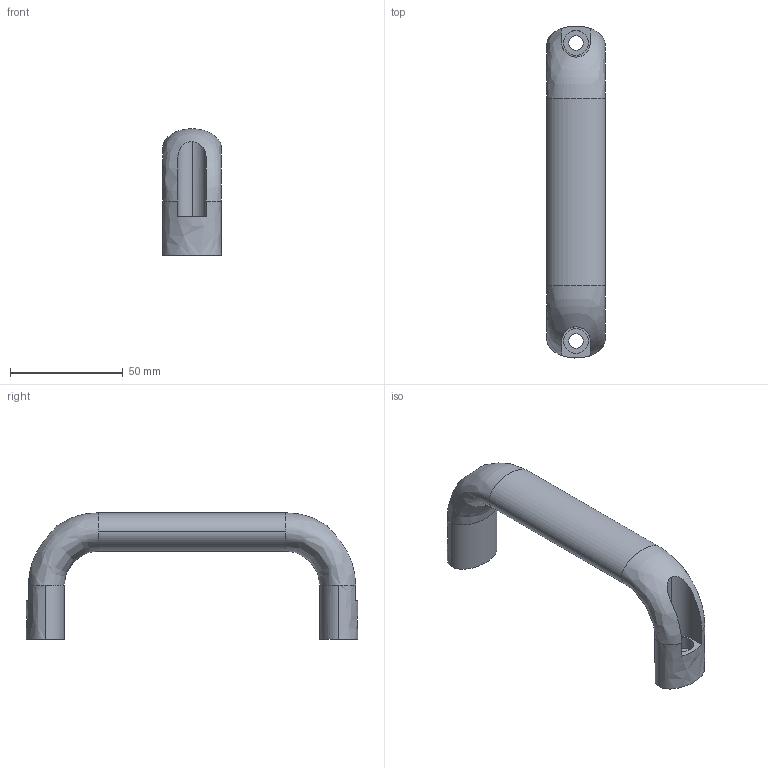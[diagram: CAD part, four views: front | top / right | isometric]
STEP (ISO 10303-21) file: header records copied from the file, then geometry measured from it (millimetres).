
FILE_DESCRIPTION((''),'2;1');
FILE_NAME('SZ0840N-A.stp','2013-08-27T13:20:07',('janine behrens'),(''),'Autodesk Inventor 2012','Autodesk Inventor 2012','');
FILE_SCHEMA(('AUTOMOTIVE_DESIGN { 1 0 10303 214 1 1 1 1 }'));
Length unit declared in the file: millimetre
Products named in the file (1): SZ0840N-A
Bounding box: 26 x 147 x 55.99 mm (x, y, z)
Volume: 61766.7 mm3; surface area: 16540.5 mm2
Topology: 1 solids, 1 shells, 30 faces, 74 edges, 48 vertices
Faces by surface type: cylinder 12, plane 10, bspline 8
Entity records: 1111 total; most frequent: CARTESIAN_POINT 362, DIRECTION 158, ORIENTED_EDGE 148, EDGE_CURVE 74, AXIS2_PLACEMENT_3D 65, VERTEX_POINT 48, EDGE_LOOP 36, FACE_OUTER_BOUND 30
